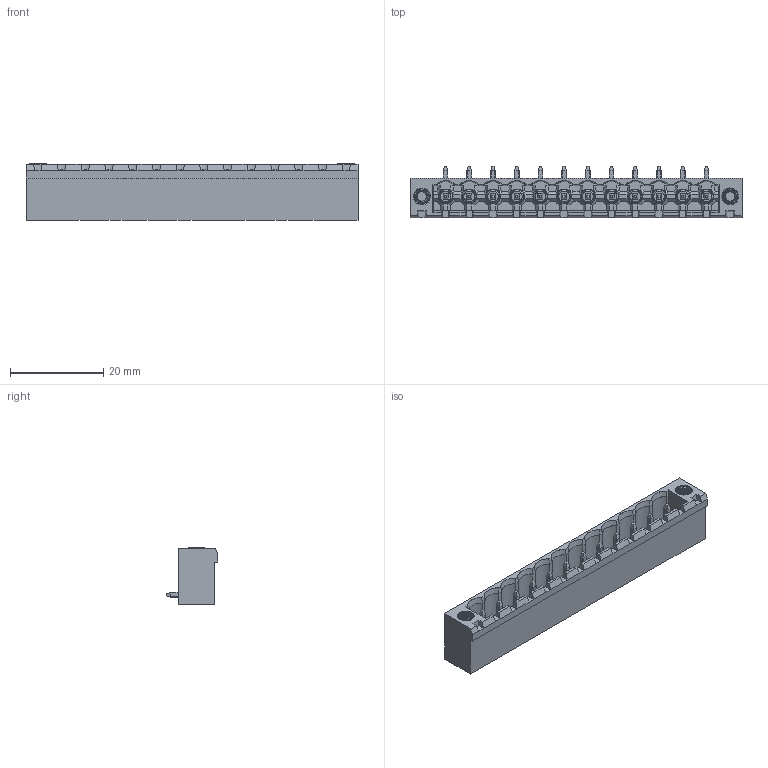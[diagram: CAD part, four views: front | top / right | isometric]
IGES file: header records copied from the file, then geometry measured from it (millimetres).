
Start section: C
Global section: file name: 691701550012B.igs; native system: By Siemens PLM Incorporated; preprocessor: XPlus GENERIC/IGES 25.1.153; author: Author; organization: Title; date: 20240105.113734; units: millimetre
Bounding box: 71.12 x 11.1 x 12.01 mm (x, y, z)
Surface area: 6516.2 mm2 (no closed solid volume)
Topology: 0 solids, 0 shells, 1587 faces, 9502 edges, 9490 vertices
Faces by surface type: bspline 1587
